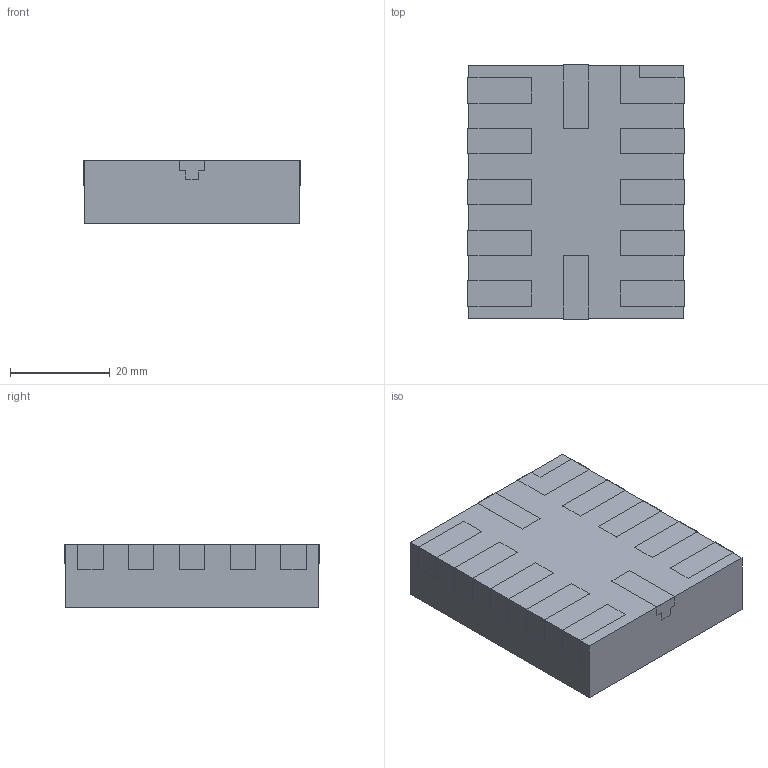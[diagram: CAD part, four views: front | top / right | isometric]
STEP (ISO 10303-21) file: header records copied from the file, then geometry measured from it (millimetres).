
FILE_DESCRIPTION(('STEP AP214'),'1');
FILE_NAME('12-12L-C(P0.40T0.5).stp','2024-10-14T01:26:05',(' '),(' '),'Spatial InterOp 3D',' ',' ');
FILE_SCHEMA(('AUTOMOTIVE_DESIGN { 1 0 10303 214 1 1 1 1 }'));
Length unit declared in the file: metre
Products named in the file (1): 固体1
Bounding box: 43.28 x 50.9 x 12.78 mm (x, y, z)
Surface area: 10471 mm2
Topology: 13 solids, 13 shells, 88 faces, 186 edges, 124 vertices
Faces by surface type: plane 88
Entity records: 2479 total; most frequent: CARTESIAN_POINT 411, DIRECTION 388, ORIENTED_EDGE 372, EDGE_CURVE 186, LINE 186, VECTOR 186, VERTEX_POINT 124, AXIS2_PLACEMENT_3D 101
